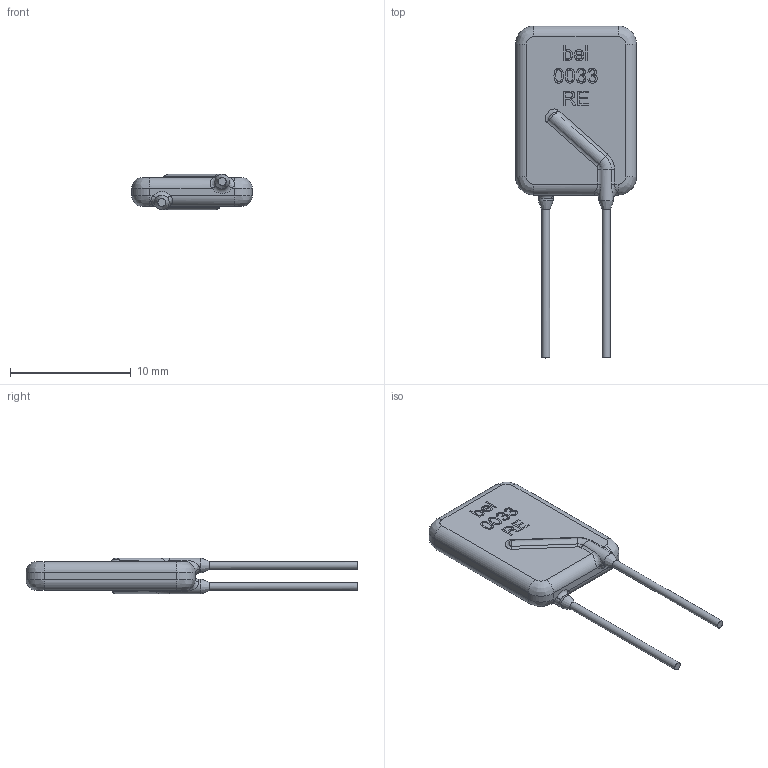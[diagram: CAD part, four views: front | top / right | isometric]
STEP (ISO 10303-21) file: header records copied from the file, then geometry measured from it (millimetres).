
FILE_DESCRIPTION(/* description */ (''),/* implementation_level */ '2;1');
FILE_NAME(/* name */ '0ZRE0033FF1A .step',/* time_stamp */ '2023-04-11T11:56:02+08:00',/* author */ (''),/* organization */ (''),/* preprocessor_version */ 'ST-DEVELOPER v19.2',/* originating_system */ 'Autodesk Translation Framework v11.17.0.187',/* authorisation */ '');
FILE_SCHEMA (('AUTOMOTIVE_DESIGN { 1 0 10303 214 3 1 1 }'));
Length unit declared in the file: millimetre
Products named in the file (4): 0ZRE0033FF1A; pptc; electrode; coating
Assembly tree (3 placements, depth 2):
  0ZRE0033FF1A
    pptc
    electrode
    coating
Bounding box: 10 x 27.5 x 2.94 mm (x, y, z)
Volume: 330.3 mm3; surface area: 1472.1 mm2
Topology: 4 solids, 4 shells, 167 faces, 560 edges, 405 vertices
Faces by surface type: cylinder 71, plane 50, bspline 25, torus 21
Full cylindrical faces by diameter (mm): 0.65 x4, 1.2 x2
Entity records: 9439 total; most frequent: CARTESIAN_POINT 4569, ORIENTED_EDGE 1104, DIRECTION 857, EDGE_CURVE 552, VERTEX_POINT 405, AXIS2_PLACEMENT_3D 333, LINE 191, VECTOR 191
